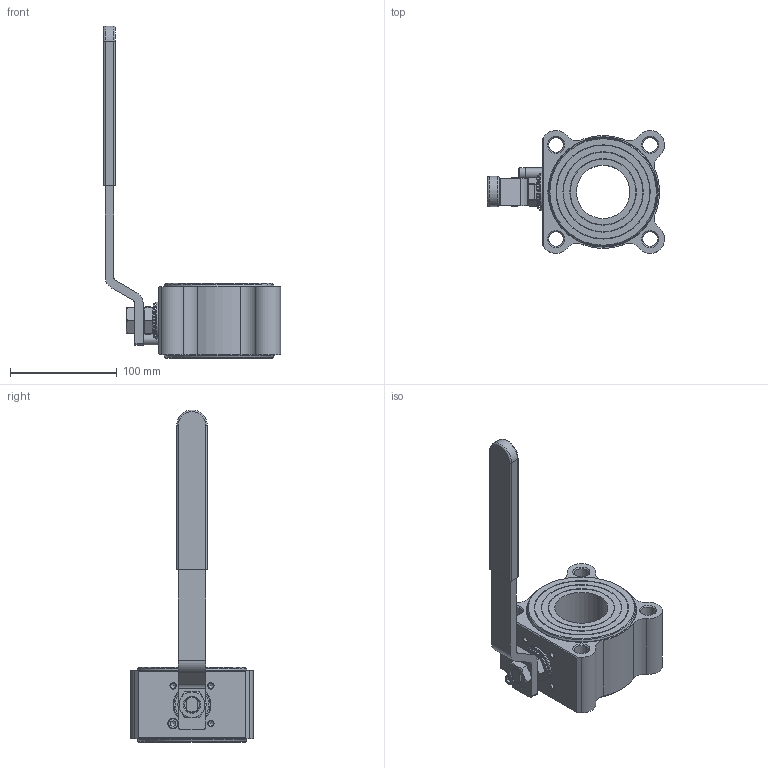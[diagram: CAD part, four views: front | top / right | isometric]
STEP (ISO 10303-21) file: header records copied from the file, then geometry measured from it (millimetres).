
FILE_DESCRIPTION(('FreeCAD Model'),'2;1');
FILE_NAME('ballDN50flg.step','2018-08-11T17:17:10',( 'Author'),(''),'Open CASCADE STEP processor 7.2','FreeCAD','Unknown' );
FILE_SCHEMA(('AUTOMOTIVE_DESIGN { 1 0 10303 214 1 1 1 1 }'));
Length unit declared in the file: millimetre
Products named in the file (1): BallValveDN50flg
Bounding box: 166.12 x 115.24 x 311.5 mm (x, y, z)
Volume: 705013.6 mm3; surface area: 98788.5 mm2
Topology: 1 solids, 5 shells, 199 faces, 470 edges, 294 vertices
Faces by surface type: plane 85, cone 52, cylinder 48, torus 14
Full cylindrical faces by diameter (mm): 4.917 x4, 6 x1, 6.5 x1, 10 x1, 13.835 x4, 20 x1, 31.5 x1, 35 x1, 50 x1
Entity records: 20806 total; most frequent: CARTESIAN_POINT 10700, DIRECTION 1433, ORIENTED_EDGE 930, PCURVE 930, DEFINITIONAL_REPRESENTATION 930, LINE 553, VECTOR 553, B_SPLINE_CURVE_WITH_KNOTS 502
